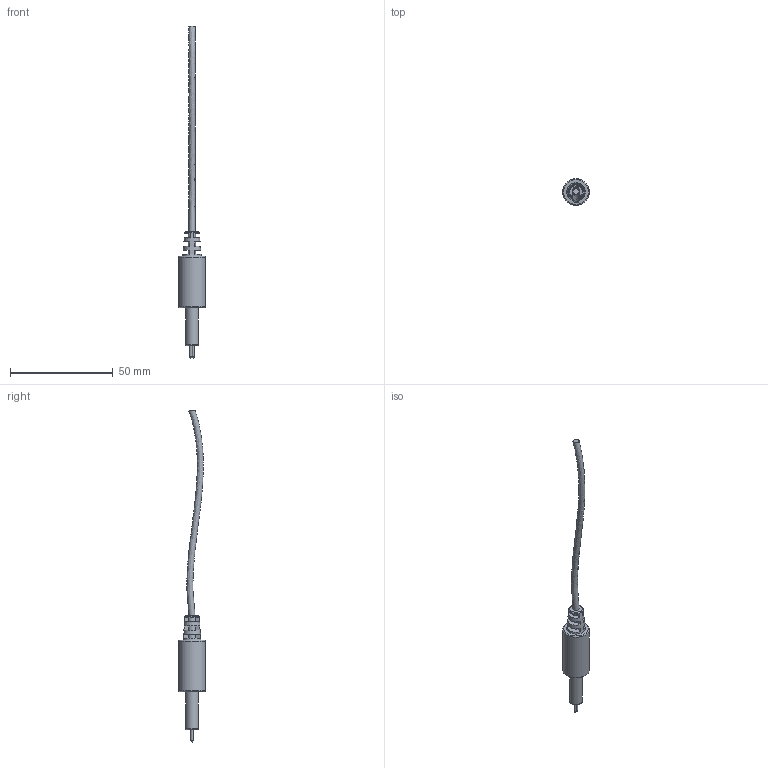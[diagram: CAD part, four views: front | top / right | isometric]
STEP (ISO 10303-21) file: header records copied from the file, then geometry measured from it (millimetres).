
FILE_DESCRIPTION(/* description */ (''),/* implementation_level */ '2;1');
FILE_NAME(/* name */ 'TDS_sensor v1.step',/* time_stamp */ '2024-10-04T16:29:00+06:00',/* author */ (''),/* organization */ (''),/* preprocessor_version */ 'ST-DEVELOPER v20',/* originating_system */ 'Autodesk Translation Framework v13.20.0.188',/* authorisation */ '');
FILE_SCHEMA (('AUTOMOTIVE_DESIGN { 1 0 10303 214 3 1 1 }'));
Length unit declared in the file: millimetre
Products named in the file (1): TDS_sensor
Bounding box: 13 x 13 x 161.68 mm (x, y, z)
Volume: 4985.3 mm3; surface area: 3065.5 mm2
Topology: 1 solids, 1 shells, 47 faces, 114 edges, 75 vertices
Faces by surface type: plane 29, cylinder 10, torus 4, sphere 2, cone 1, bspline 1
Full cylindrical faces by diameter (mm): 1 x2, 6.2 x1, 13 x1
Entity records: 1511 total; most frequent: CARTESIAN_POINT 313, DIRECTION 260, ORIENTED_EDGE 224, EDGE_CURVE 112, AXIS2_PLACEMENT_3D 102, VERTEX_POINT 75, LINE 56, VECTOR 56
